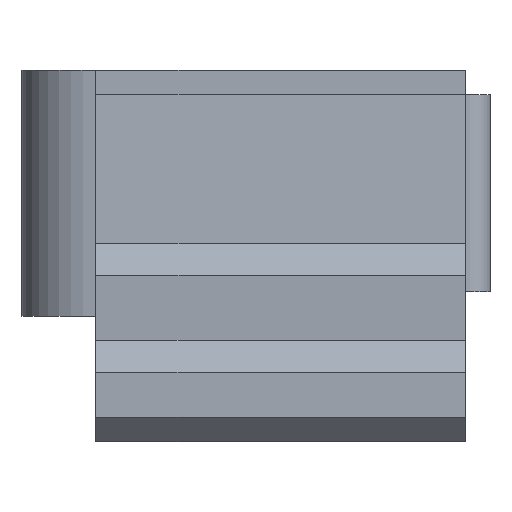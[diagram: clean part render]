
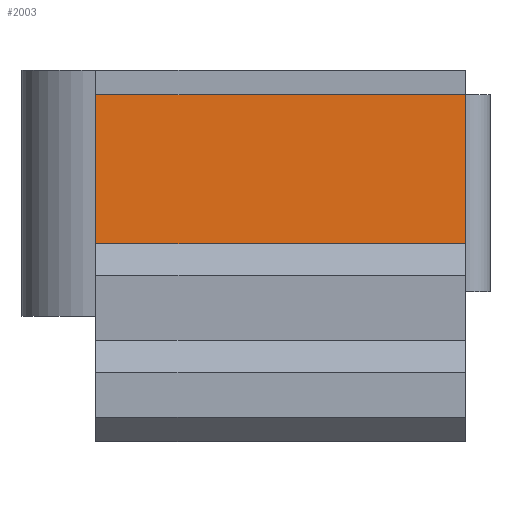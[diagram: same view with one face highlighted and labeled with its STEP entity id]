
A CAD part, left-side view. The second image highlights one B-rep face of the part: STEP entity #2003.
In plain terms, the highlighted planar face has unit normal (-0.999, 0, 0.041).
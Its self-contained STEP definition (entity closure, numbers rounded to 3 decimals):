
#76=PLANE('',#2168);
#171=FACE_OUTER_BOUND('',#282,.T.);
#282=EDGE_LOOP('',(#1672,#1673,#1674,#1675));
#433=LINE('',#3087,#670);
#457=LINE('',#3136,#694);
#458=LINE('',#3137,#695);
#459=LINE('',#3138,#696);
#670=VECTOR('',#2520,10.);
#694=VECTOR('',#2560,10.);
#695=VECTOR('',#2561,10.);
#696=VECTOR('',#2562,10.);
#957=VERTEX_POINT('',#3057);
#970=VERTEX_POINT('',#3084);
#971=VERTEX_POINT('',#3086);
#988=VERTEX_POINT('',#3135);
#1211=EDGE_CURVE('',#971,#970,#433,.T.);
#1235=EDGE_CURVE('',#971,#988,#457,.T.);
#1236=EDGE_CURVE('',#957,#970,#458,.T.);
#1237=EDGE_CURVE('',#988,#957,#459,.T.);
#1672=ORIENTED_EDGE('',*,*,#1235,.F.);
#1673=ORIENTED_EDGE('',*,*,#1211,.T.);
#1674=ORIENTED_EDGE('',*,*,#1236,.F.);
#1675=ORIENTED_EDGE('',*,*,#1237,.F.);
#2003=ADVANCED_FACE('',(#171),#76,.T.);
#2168=AXIS2_PLACEMENT_3D('',#3134,#2558,#2559);
#2520=DIRECTION('',(0.041,0.,0.999));
#2558=DIRECTION('center_axis',(-0.999,0.,
0.041));
#2559=DIRECTION('ref_axis',(0.041,0.,0.999));
#2560=DIRECTION('',(0.,1.,0.));
#2561=DIRECTION('',(0.,-1.,0.));
#2562=DIRECTION('',(0.041,0.,0.999));
#3057=CARTESIAN_POINT('',(-10.8,7.,11.));
#3084=CARTESIAN_POINT('',(-10.8,-8.,11.));
#3086=CARTESIAN_POINT('',(-11.047,-8.,4.957));
#3087=CARTESIAN_POINT('',(-11.088,-8.,3.958));
#3134=CARTESIAN_POINT('Origin',(-11.088,-8.,3.958));
#3135=CARTESIAN_POINT('',(-11.047,7.,4.957));
#3136=CARTESIAN_POINT('',(-11.047,-8.,4.957));
#3137=CARTESIAN_POINT('',(-10.8,7.,11.));
#3138=CARTESIAN_POINT('',(-11.088,7.,3.958));
